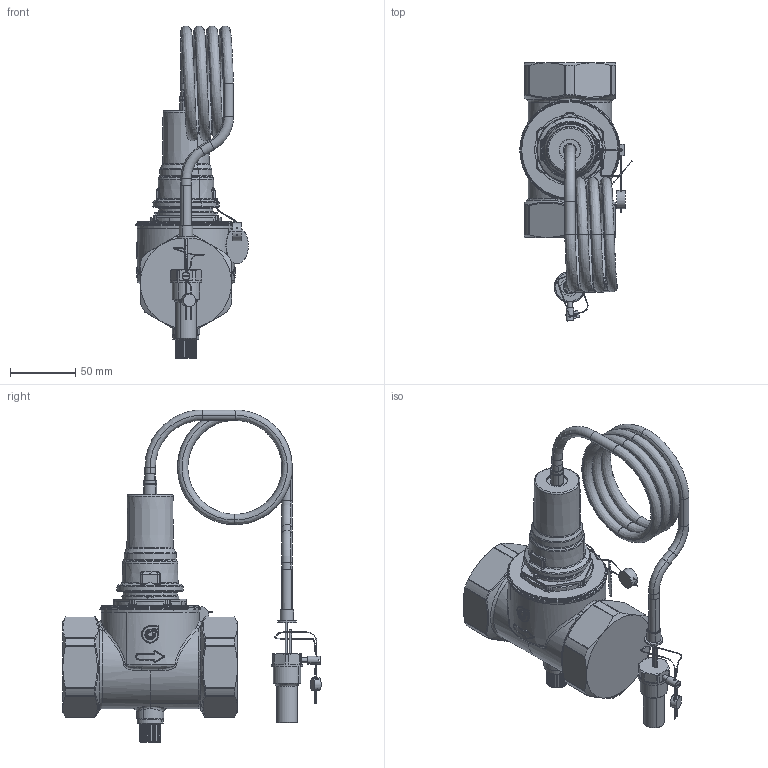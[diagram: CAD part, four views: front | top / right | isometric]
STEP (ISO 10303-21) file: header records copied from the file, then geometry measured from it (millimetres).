
FILE_DESCRIPTION(('CATIA V5 STEP Exchange'),'2;1');
FILE_NAME('STEP_541090_-_TST.stp','2017-10-25T13:45:40+00:00',('none'),('none'),'CATIA Version 5-6 Release 2016 SP4','CATIA V5 STEP AP203','none');
FILE_SCHEMA(('CONFIG_CONTROL_DESIGN'));
Products named in the file (1): 541090 - TST
Bounding box: 86.27 x 198.21 x 254.7 mm (x, y, z)
Volume: 771182.9 mm3; surface area: 91768.3 mm2
Topology: 5 solids, 5 shells, 1056 faces, 2562 edges, 1474 vertices
Faces by surface type: cylinder 327, bspline 313, plane 156, torus 116, cone 96, sphere 46, revolution 2
Entity records: 47393 total; most frequent: CARTESIAN_POINT 27586, ORIENTED_EDGE 4994, EDGE_CURVE 2497, DIRECTION 2382, VERTEX_POINT 1474, AXIS2_PLACEMENT_3D 1306, B_SPLINE_CURVE_WITH_KNOTS 1123, EDGE_LOOP 1098
